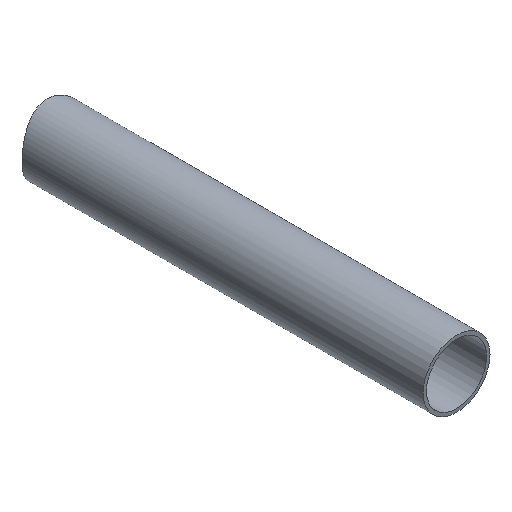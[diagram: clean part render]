
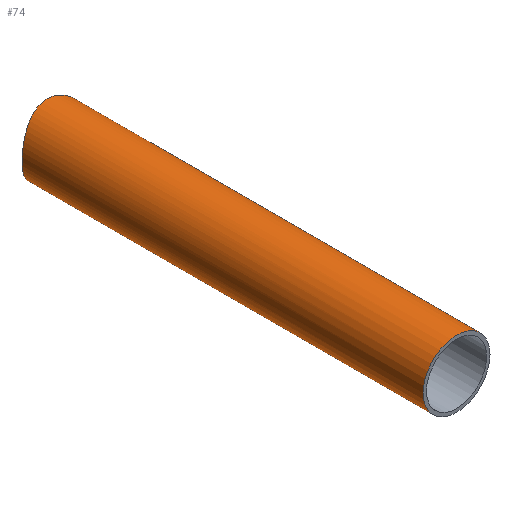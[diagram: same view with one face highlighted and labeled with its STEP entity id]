
A CAD part, isometric view. The second image highlights one B-rep face of the part: STEP entity #74.
In plain terms, the highlighted cylindrical face has radius 10 mm (diameter 20 mm), a full revolution.
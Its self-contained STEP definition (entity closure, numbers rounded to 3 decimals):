
#16=LINE('',#206,#18);
#18=VECTOR('',#119,10.);
#19=B_SPLINE_CURVE_WITH_KNOTS('',3,(#129,#130,#131,#132,#133,#134,#135,
#136,#137,#138,#139,#140,#141,#142,#143,#144,#145,#146,#147,#148,#149,#150,
#151,#152,#153,#154),.UNSPECIFIED.,.F.,.F.,(4,2,2,2,2,2,2,2,2,2,2,2,4),
(0.,0.384,0.768,1.151,1.534,
1.917,2.3,2.684,3.067,3.451,
3.835,4.218,4.601),.UNSPECIFIED.);
#20=B_SPLINE_CURVE_WITH_KNOTS('',3,(#155,#156,#157,#158,#159,#160,#161,
#162,#163,#164),.UNSPECIFIED.,.F.,.F.,(4,2,2,2,4),(4.601,4.984,
5.367,5.751,6.135),.UNSPECIFIED.);
#25=CYLINDRICAL_SURFACE('',#103,10.);
#31=FACE_OUTER_BOUND('',#37,.T.);
#37=EDGE_LOOP('',(#65,#66,#67,#68,#69));
#38=CIRCLE('',#99,10.);
#40=VERTEX_POINT('',#122);
#42=VERTEX_POINT('',#127);
#43=VERTEX_POINT('',#128);
#46=EDGE_CURVE('',#40,#40,#38,.T.);
#48=EDGE_CURVE('',#42,#43,#19,.T.);
#49=EDGE_CURVE('',#43,#42,#20,.T.);
#53=EDGE_CURVE('',#43,#40,#16,.T.);
#65=ORIENTED_EDGE('',*,*,#48,.T.);
#66=ORIENTED_EDGE('',*,*,#53,.T.);
#67=ORIENTED_EDGE('',*,*,#46,.F.);
#68=ORIENTED_EDGE('',*,*,#53,.F.);
#69=ORIENTED_EDGE('',*,*,#49,.T.);
#74=ADVANCED_FACE('',(#31),#25,.T.);
#99=AXIS2_PLACEMENT_3D('',#123,#108,#109);
#103=AXIS2_PLACEMENT_3D('',#205,#117,#118);
#108=DIRECTION('center_axis',(0.,-1.,0.));
#109=DIRECTION('ref_axis',(1.,0.,0.));
#117=DIRECTION('center_axis',(0.,1.,0.));
#118=DIRECTION('ref_axis',(-1.,0.,0.));
#119=DIRECTION('',(0.,-1.,0.));
#122=CARTESIAN_POINT('',(10.,-100.,0.));
#123=CARTESIAN_POINT('Origin',(0.,-100.,0.));
#127=CARTESIAN_POINT('',(0.,22.507,10.));
#128=CARTESIAN_POINT('',(10.,20.,0.));
#129=CARTESIAN_POINT('Ctrl Pts',(0.,22.507,
10.));
#130=CARTESIAN_POINT('Ctrl Pts',(-1.279,22.507,10.));
#131=CARTESIAN_POINT('Ctrl Pts',(-2.627,22.361,9.74));
#132=CARTESIAN_POINT('Ctrl Pts',(-5.083,21.865,8.714));
#133=CARTESIAN_POINT('Ctrl Pts',(-6.193,21.525,7.949));
#134=CARTESIAN_POINT('Ctrl Pts',(-7.947,20.904,6.195));
#135=CARTESIAN_POINT('Ctrl Pts',(-8.714,20.581,5.084));
#136=CARTESIAN_POINT('Ctrl Pts',(-9.741,20.126,2.625));
#137=CARTESIAN_POINT('Ctrl Pts',(-10.,20.,1.277));
#138=CARTESIAN_POINT('Ctrl Pts',(-10.,20.,-1.277));
#139=CARTESIAN_POINT('Ctrl Pts',(-9.741,20.126,-2.625));
#140=CARTESIAN_POINT('Ctrl Pts',(-8.714,20.581,-5.084));
#141=CARTESIAN_POINT('Ctrl Pts',(-7.947,20.904,-6.195));
#142=CARTESIAN_POINT('Ctrl Pts',(-6.193,21.525,-7.949));
#143=CARTESIAN_POINT('Ctrl Pts',(-5.083,21.865,-8.714));
#144=CARTESIAN_POINT('Ctrl Pts',(-2.627,22.361,-9.74));
#145=CARTESIAN_POINT('Ctrl Pts',(-1.279,22.507,-10.));
#146=CARTESIAN_POINT('Ctrl Pts',(1.279,22.507,-10.));
#147=CARTESIAN_POINT('Ctrl Pts',(2.627,22.361,-9.74));
#148=CARTESIAN_POINT('Ctrl Pts',(5.083,21.865,-8.714));
#149=CARTESIAN_POINT('Ctrl Pts',(6.193,21.525,-7.949));
#150=CARTESIAN_POINT('Ctrl Pts',(7.947,20.904,-6.195));
#151=CARTESIAN_POINT('Ctrl Pts',(8.714,20.581,-5.084));
#152=CARTESIAN_POINT('Ctrl Pts',(9.741,20.126,-2.625));
#153=CARTESIAN_POINT('Ctrl Pts',(10.,20.,-1.277));
#154=CARTESIAN_POINT('Ctrl Pts',(10.,20.,0.));
#155=CARTESIAN_POINT('Ctrl Pts',(10.,20.,0.));
#156=CARTESIAN_POINT('Ctrl Pts',(10.,20.,1.277));
#157=CARTESIAN_POINT('Ctrl Pts',(9.741,20.126,2.625));
#158=CARTESIAN_POINT('Ctrl Pts',(8.714,20.581,5.084));
#159=CARTESIAN_POINT('Ctrl Pts',(7.947,20.904,6.195));
#160=CARTESIAN_POINT('Ctrl Pts',(6.193,21.525,7.949));
#161=CARTESIAN_POINT('Ctrl Pts',(5.083,21.865,8.714));
#162=CARTESIAN_POINT('Ctrl Pts',(2.627,22.361,9.74));
#163=CARTESIAN_POINT('Ctrl Pts',(1.279,22.507,10.));
#164=CARTESIAN_POINT('Ctrl Pts',(0.,22.507,
10.));
#205=CARTESIAN_POINT('Origin',(0.,0.,0.));
#206=CARTESIAN_POINT('',(10.,0.,0.));
